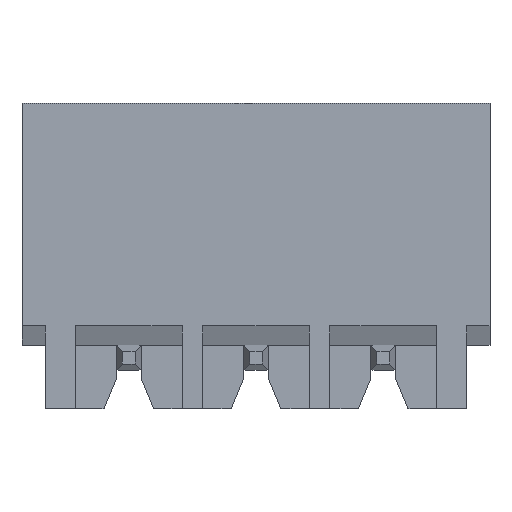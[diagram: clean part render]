
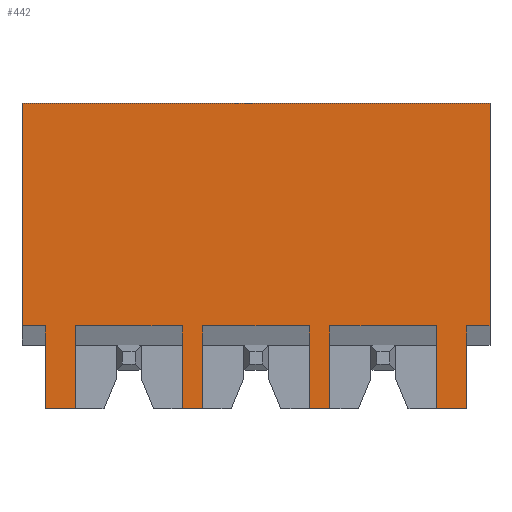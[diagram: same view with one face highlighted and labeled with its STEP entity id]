
A CAD part, front view. The second image highlights one B-rep face of the part: STEP entity #442.
In plain terms, the highlighted planar face has unit normal (0, -1, 0).
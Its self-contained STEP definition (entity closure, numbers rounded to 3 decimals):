
#442 = ADVANCED_FACE( '', ( #900 ), #901, .T. );
#900 = FACE_OUTER_BOUND( '', #1386, .T. );
#901 = PLANE( '', #1387 );
#1386 = EDGE_LOOP( '', ( #2598, #2599, #2600, #2601, #2602, #2603, #2604, #2605, #2606, #2607, #2608, #2609, #2610, #2611, #2612, #2613, #2614, #2615, #2616, #2617 ) );
#1387 = AXIS2_PLACEMENT_3D( '', #2618, #2619, #2620 );
#2598 = ORIENTED_EDGE( '', *, *, #3599, .T. );
#2599 = ORIENTED_EDGE( '', *, *, #3596, .T. );
#2600 = ORIENTED_EDGE( '', *, *, #3225, .T. );
#2601 = ORIENTED_EDGE( '', *, *, #3546, .F. );
#2602 = ORIENTED_EDGE( '', *, *, #3269, .F. );
#2603 = ORIENTED_EDGE( '', *, *, #3600, .T. );
#2604 = ORIENTED_EDGE( '', *, *, #3565, .T. );
#2605 = ORIENTED_EDGE( '', *, *, #3421, .T. );
#2606 = ORIENTED_EDGE( '', *, *, #3494, .F. );
#2607 = ORIENTED_EDGE( '', *, *, #3588, .F. );
#2608 = ORIENTED_EDGE( '', *, *, #3134, .F. );
#2609 = ORIENTED_EDGE( '', *, *, #3349, .F. );
#2610 = ORIENTED_EDGE( '', *, *, #3078, .T. );
#2611 = ORIENTED_EDGE( '', *, *, #3473, .T. );
#2612 = ORIENTED_EDGE( '', *, *, #3601, .T. );
#2613 = ORIENTED_EDGE( '', *, *, #3592, .F. );
#2614 = ORIENTED_EDGE( '', *, *, #3602, .T. );
#2615 = ORIENTED_EDGE( '', *, *, #3574, .T. );
#2616 = ORIENTED_EDGE( '', *, *, #3603, .T. );
#2617 = ORIENTED_EDGE( '', *, *, #3172, .F. );
#2618 = CARTESIAN_POINT( '', ( 9.2, -3.775, -6. ) );
#2619 = DIRECTION( '', ( 0., -1., 0. ) );
#2620 = DIRECTION( '', ( 0., 0., -1. ) );
#3078 = EDGE_CURVE( '', #3690, #3691, #3692, .T. );
#3134 = EDGE_CURVE( '', #3791, #3793, #3794, .T. );
#3172 = EDGE_CURVE( '', #3859, #3861, #3862, .T. );
#3225 = EDGE_CURVE( '', #3951, #3952, #3953, .T. );
#3269 = EDGE_CURVE( '', #4023, #4025, #4026, .T. );
#3349 = EDGE_CURVE( '', #3690, #3791, #4151, .T. );
#3421 = EDGE_CURVE( '', #4265, #4263, #4266, .T. );
#3473 = EDGE_CURVE( '', #3691, #4342, #4344, .T. );
#3494 = EDGE_CURVE( '', #4370, #4263, #4373, .T. );
#3546 = EDGE_CURVE( '', #4025, #3952, #4440, .T. );
#3565 = EDGE_CURVE( '', #4460, #4265, #4461, .T. );
#3574 = EDGE_CURVE( '', #4468, #4470, #4472, .T. );
#3588 = EDGE_CURVE( '', #3793, #4370, #4486, .T. );
#3592 = EDGE_CURVE( '', #4489, #4491, #4492, .T. );
#3596 = EDGE_CURVE( '', #4496, #3951, #4497, .T. );
#3599 = EDGE_CURVE( '', #3859, #4496, #4500, .T. );
#3600 = EDGE_CURVE( '', #4023, #4460, #4501, .T. );
#3601 = EDGE_CURVE( '', #4342, #4491, #4502, .T. );
#3602 = EDGE_CURVE( '', #4489, #4468, #4503, .T. );
#3603 = EDGE_CURVE( '', #4470, #3861, #4504, .T. );
#3690 = VERTEX_POINT( '', #4600 );
#3691 = VERTEX_POINT( '', #4601 );
#3692 = LINE( '', #4602, #4603 );
#3791 = VERTEX_POINT( '', #4742 );
#3793 = VERTEX_POINT( '', #4745 );
#3794 = LINE( '', #4746, #4747 );
#3859 = VERTEX_POINT( '', #4836 );
#3861 = VERTEX_POINT( '', #4839 );
#3862 = LINE( '', #4840, #4841 );
#3951 = VERTEX_POINT( '', #4972 );
#3952 = VERTEX_POINT( '', #4973 );
#3953 = LINE( '', #4974, #4975 );
#4023 = VERTEX_POINT( '', #5077 );
#4025 = VERTEX_POINT( '', #5080 );
#4026 = LINE( '', #5081, #5082 );
#4151 = LINE( '', #5270, #5271 );
#4263 = VERTEX_POINT( '', #5441 );
#4265 = VERTEX_POINT( '', #5444 );
#4266 = LINE( '', #5445, #5446 );
#4342 = VERTEX_POINT( '', #5563 );
#4344 = LINE( '', #5566, #5567 );
#4370 = VERTEX_POINT( '', #5606 );
#4373 = LINE( '', #5610, #5611 );
#4440 = LINE( '', #5714, #5715 );
#4460 = VERTEX_POINT( '', #5745 );
#4461 = LINE( '', #5746, #5747 );
#4468 = VERTEX_POINT( '', #5758 );
#4470 = VERTEX_POINT( '', #5761 );
#4472 = LINE( '', #5764, #5765 );
#4486 = LINE( '', #5786, #5787 );
#4489 = VERTEX_POINT( '', #5791 );
#4491 = VERTEX_POINT( '', #5794 );
#4492 = LINE( '', #5795, #5796 );
#4496 = VERTEX_POINT( '', #5802 );
#4497 = LINE( '', #5803, #5804 );
#4500 = LINE( '', #5808, #5809 );
#4501 = LINE( '', #5810, #5811 );
#4502 = LINE( '', #5812, #5813 );
#4503 = LINE( '', #5814, #5815 );
#4504 = LINE( '', #5816, #5817 );
#4600 = CARTESIAN_POINT( '', ( -7.1, -3.775, -6. ) );
#4601 = CARTESIAN_POINT( '', ( -7.1, -3.775, -2.75 ) );
#4602 = CARTESIAN_POINT( '', ( -7.1, -3.775, -6. ) );
#4603 = VECTOR( '', #5928, 1000. );
#4742 = CARTESIAN_POINT( '', ( -8.29, -3.775, -6. ) );
#4745 = CARTESIAN_POINT( '', ( -8.29, -3.775, -2.75 ) );
#4746 = CARTESIAN_POINT( '', ( -8.29, -3.775, -2.75 ) );
#4747 = VECTOR( '', #5985, 1000. );
#4836 = CARTESIAN_POINT( '', ( 2.9, -3.775, -6. ) );
#4839 = CARTESIAN_POINT( '', ( 2.1, -3.775, -6. ) );
#4840 = CARTESIAN_POINT( '', ( 9.2, -3.775, -6. ) );
#4841 = VECTOR( '', #6026, 1000. );
#4972 = CARTESIAN_POINT( '', ( 7.1, -3.775, -2.75 ) );
#4973 = CARTESIAN_POINT( '', ( 7.1, -3.775, -6. ) );
#4974 = CARTESIAN_POINT( '', ( 7.1, -3.775, -3.5 ) );
#4975 = VECTOR( '', #6069, 1000. );
#5077 = CARTESIAN_POINT( '', ( 8.29, -3.775, -2.75 ) );
#5080 = CARTESIAN_POINT( '', ( 8.29, -3.775, -6. ) );
#5081 = CARTESIAN_POINT( '', ( 8.29, -3.775, -2.75 ) );
#5082 = VECTOR( '', #6115, 1000. );
#5270 = CARTESIAN_POINT( '', ( 9.2, -3.775, -6. ) );
#5271 = VECTOR( '', #6182, 1000. );
#5441 = CARTESIAN_POINT( '', ( -9.2, -3.775, 6. ) );
#5444 = CARTESIAN_POINT( '', ( 9.2, -3.775, 6. ) );
#5445 = CARTESIAN_POINT( '', ( 9.2, -3.775, 6. ) );
#5446 = VECTOR( '', #6254, 1000. );
#5563 = CARTESIAN_POINT( '', ( -2.9, -3.775, -2.75 ) );
#5566 = CARTESIAN_POINT( '', ( 9.2, -3.775, -2.75 ) );
#5567 = VECTOR( '', #6303, 1000. );
#5606 = CARTESIAN_POINT( '', ( -9.2, -3.775, -2.75 ) );
#5610 = CARTESIAN_POINT( '', ( -9.2, -3.775, -6. ) );
#5611 = VECTOR( '', #6318, 1000. );
#5714 = CARTESIAN_POINT( '', ( 9.2, -3.775, -6. ) );
#5715 = VECTOR( '', #6358, 1000. );
#5745 = CARTESIAN_POINT( '', ( 9.2, -3.775, -2.75 ) );
#5746 = CARTESIAN_POINT( '', ( 9.2, -3.775, -6. ) );
#5747 = VECTOR( '', #6369, 1000. );
#5758 = CARTESIAN_POINT( '', ( -2.1, -3.775, -2.75 ) );
#5761 = CARTESIAN_POINT( '', ( 2.1, -3.775, -2.75 ) );
#5764 = CARTESIAN_POINT( '', ( 9.2, -3.775, -2.75 ) );
#5765 = VECTOR( '', #6376, 1000. );
#5786 = CARTESIAN_POINT( '', ( -8.29, -3.775, -2.75 ) );
#5787 = VECTOR( '', #6384, 1000. );
#5791 = CARTESIAN_POINT( '', ( -2.1, -3.775, -6. ) );
#5794 = CARTESIAN_POINT( '', ( -2.9, -3.775, -6. ) );
#5795 = CARTESIAN_POINT( '', ( 9.2, -3.775, -6. ) );
#5796 = VECTOR( '', #6387, 1000. );
#5802 = CARTESIAN_POINT( '', ( 2.9, -3.775, -2.75 ) );
#5803 = CARTESIAN_POINT( '', ( 9.2, -3.775, -2.75 ) );
#5804 = VECTOR( '', #6390, 1000. );
#5808 = CARTESIAN_POINT( '', ( 2.9, -3.775, -6. ) );
#5809 = VECTOR( '', #6392, 1000. );
#5810 = CARTESIAN_POINT( '', ( 8.29, -3.775, -2.75 ) );
#5811 = VECTOR( '', #6393, 1000. );
#5812 = CARTESIAN_POINT( '', ( -2.9, -3.775, -3.5 ) );
#5813 = VECTOR( '', #6394, 1000. );
#5814 = CARTESIAN_POINT( '', ( -2.1, -3.775, -6. ) );
#5815 = VECTOR( '', #6395, 1000. );
#5816 = CARTESIAN_POINT( '', ( 2.1, -3.775, -3.5 ) );
#5817 = VECTOR( '', #6396, 1000. );
#5928 = DIRECTION( '', ( 0., 0., 1. ) );
#5985 = DIRECTION( '', ( 0., 0., 1. ) );
#6026 = DIRECTION( '', ( -1., 0., 0. ) );
#6069 = DIRECTION( '', ( 0., 0., -1. ) );
#6115 = DIRECTION( '', ( 0., 0., -1. ) );
#6182 = DIRECTION( '', ( -1., 0., 0. ) );
#6254 = DIRECTION( '', ( -1., 0., 0. ) );
#6303 = DIRECTION( '', ( 1., 0., 0. ) );
#6318 = DIRECTION( '', ( 0., 0., 1. ) );
#6358 = DIRECTION( '', ( -1., 0., 0. ) );
#6369 = DIRECTION( '', ( 0., 0., 1. ) );
#6376 = DIRECTION( '', ( 1., 0., 0. ) );
#6384 = DIRECTION( '', ( -1., 0., 0. ) );
#6387 = DIRECTION( '', ( -1., 0., 0. ) );
#6390 = DIRECTION( '', ( 1., 0., 0. ) );
#6392 = DIRECTION( '', ( 0., 0., 1. ) );
#6393 = DIRECTION( '', ( 1., 0., 0. ) );
#6394 = DIRECTION( '', ( 0., 0., -1. ) );
#6395 = DIRECTION( '', ( 0., 0., 1. ) );
#6396 = DIRECTION( '', ( 0., 0., -1. ) );
